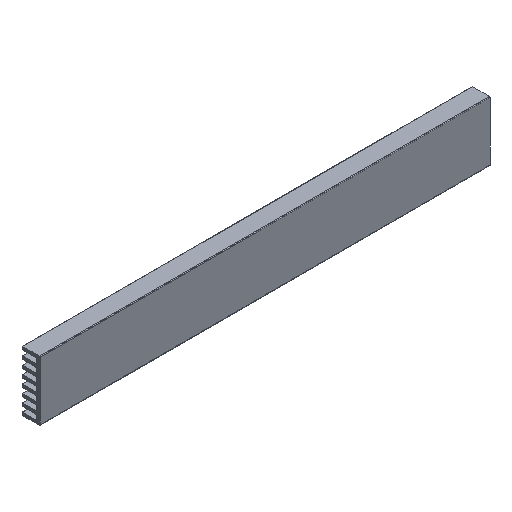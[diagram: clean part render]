
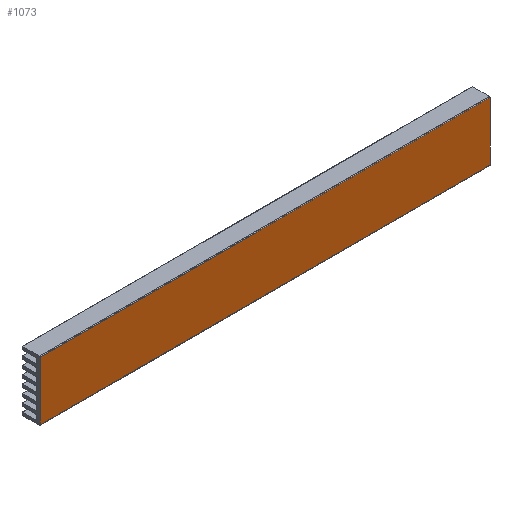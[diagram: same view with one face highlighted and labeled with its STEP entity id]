
A CAD part, isometric view. The second image highlights one B-rep face of the part: STEP entity #1073.
In plain terms, the highlighted planar face has unit normal (0, -1, 0).
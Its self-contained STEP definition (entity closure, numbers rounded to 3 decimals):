
#33 = PLANE ( 'NONE',  #525 ) ;
#147 = CARTESIAN_POINT ( 'NONE',  ( -75., 0., 9.8 ) ) ;
#154 = DIRECTION ( 'NONE',  ( 0., 0., 1. ) ) ;
#197 = DIRECTION ( 'NONE',  ( 0., 0., -1. ) ) ;
#421 = EDGE_LOOP ( 'NONE', ( #1876, #578, #882, #727 ) ) ;
#425 = LINE ( 'NONE', #2166, #1284 ) ;
#466 = CARTESIAN_POINT ( 'NONE',  ( -75., 0., -9.8 ) ) ;
#484 = DIRECTION ( 'NONE',  ( -1., 0., 0. ) ) ;
#486 = CARTESIAN_POINT ( 'NONE',  ( 75., 0., 9.8 ) ) ;
#525 = AXIS2_PLACEMENT_3D ( 'NONE', #567, #1917, #197 ) ;
#528 = CARTESIAN_POINT ( 'NONE',  ( 75., 0., -9.8 ) ) ;
#567 = CARTESIAN_POINT ( 'NONE',  ( 0., 0., 0. ) ) ;
#578 = ORIENTED_EDGE ( 'NONE', *, *, #1459, .T. ) ;
#598 = FACE_OUTER_BOUND ( 'NONE', #421, .T. ) ;
#727 = ORIENTED_EDGE ( 'NONE', *, *, #2100, .T. ) ;
#822 = VECTOR ( 'NONE', #484, 1000. ) ;
#855 = VERTEX_POINT ( 'NONE', #486 ) ;
#882 = ORIENTED_EDGE ( 'NONE', *, *, #1504, .F. ) ;
#1060 = VERTEX_POINT ( 'NONE', #466 ) ;
#1073 = ADVANCED_FACE ( 'NONE', ( #598 ), #33, .T. ) ;
#1096 = LINE ( 'NONE', #1154, #822 ) ;
#1129 = DIRECTION ( 'NONE',  ( 0., 0., -1. ) ) ;
#1154 = CARTESIAN_POINT ( 'NONE',  ( -75., 0., 9.8 ) ) ;
#1284 = VECTOR ( 'NONE', #1129, 1000. ) ;
#1459 = EDGE_CURVE ( 'NONE', #1060, #2235, #1672, .T. ) ;
#1504 = EDGE_CURVE ( 'NONE', #855, #2235, #425, .T. ) ;
#1647 = VERTEX_POINT ( 'NONE', #147 ) ;
#1649 = EDGE_CURVE ( 'NONE', #1060, #1647, #1668, .T. ) ;
#1668 = LINE ( 'NONE', #2049, #1920 ) ;
#1672 = LINE ( 'NONE', #528, #2095 ) ;
#1686 = CARTESIAN_POINT ( 'NONE',  ( 75., 0., -9.8 ) ) ;
#1876 = ORIENTED_EDGE ( 'NONE', *, *, #1649, .F. ) ;
#1917 = DIRECTION ( 'NONE',  ( 0., -1., 0. ) ) ;
#1920 = VECTOR ( 'NONE', #154, 1000. ) ;
#2049 = CARTESIAN_POINT ( 'NONE',  ( -75., 0., 10. ) ) ;
#2072 = DIRECTION ( 'NONE',  ( 1., 0., 0. ) ) ;
#2095 = VECTOR ( 'NONE', #2072, 1000. ) ;
#2100 = EDGE_CURVE ( 'NONE', #855, #1647, #1096, .T. ) ;
#2166 = CARTESIAN_POINT ( 'NONE',  ( 75., 0., 10. ) ) ;
#2235 = VERTEX_POINT ( 'NONE', #1686 ) ;
